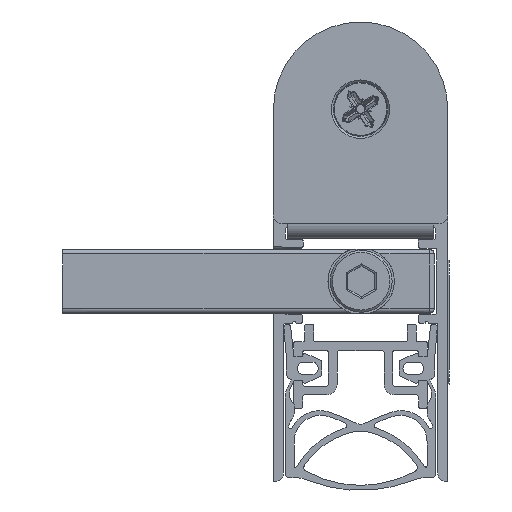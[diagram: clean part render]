
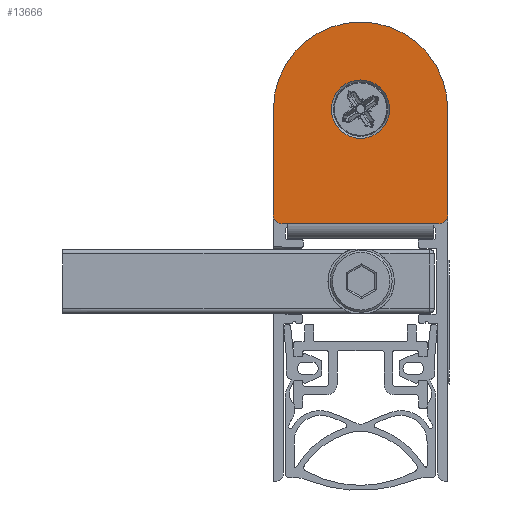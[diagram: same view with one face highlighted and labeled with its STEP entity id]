
A CAD part, front view. The second image highlights one B-rep face of the part: STEP entity #13666.
In plain terms, the highlighted planar face has unit normal (0, -1, 0).
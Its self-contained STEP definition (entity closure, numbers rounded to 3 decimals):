
#1241=CIRCLE('',#15196,3.3);
#1242=CIRCLE('',#15197,1.);
#1243=CIRCLE('',#15198,9.85);
#1244=CIRCLE('',#15199,1.);
#3277=ORIENTED_EDGE('',*,*,#6363,.T.);
#3278=ORIENTED_EDGE('',*,*,#6364,.F.);
#3279=ORIENTED_EDGE('',*,*,#6365,.T.);
#3280=ORIENTED_EDGE('',*,*,#6359,.T.);
#3281=ORIENTED_EDGE('',*,*,#6366,.T.);
#3282=ORIENTED_EDGE('',*,*,#6367,.F.);
#3283=ORIENTED_EDGE('',*,*,#6368,.T.);
#3284=ORIENTED_EDGE('',*,*,#6369,.F.);
#3285=ORIENTED_EDGE('',*,*,#6356,.F.);
#6356=EDGE_CURVE('',#8059,#8060,#9340,.T.);
#6359=EDGE_CURVE('',#8061,#8062,#9341,.T.);
#6363=EDGE_CURVE('',#8065,#8065,#1241,.F.);
#6364=EDGE_CURVE('',#8066,#8059,#9345,.T.);
#6365=EDGE_CURVE('',#8066,#8061,#1242,.T.);
#6366=EDGE_CURVE('',#8062,#8067,#1243,.T.);
#6367=EDGE_CURVE('',#8068,#8067,#9346,.T.);
#6368=EDGE_CURVE('',#8068,#8069,#1244,.T.);
#6369=EDGE_CURVE('',#8060,#8069,#9347,.T.);
#8059=VERTEX_POINT('',#22413);
#8060=VERTEX_POINT('',#22414);
#8061=VERTEX_POINT('',#22419);
#8062=VERTEX_POINT('',#22420);
#8065=VERTEX_POINT('',#22428);
#8066=VERTEX_POINT('',#22430);
#8067=VERTEX_POINT('',#22433);
#8068=VERTEX_POINT('',#22435);
#8069=VERTEX_POINT('',#22437);
#9340=LINE('',#22412,#10511);
#9341=LINE('',#22418,#10512);
#9345=LINE('',#22429,#10516);
#9346=LINE('',#22434,#10517);
#9347=LINE('',#22438,#10518);
#10511=VECTOR('',#17616,1000.);
#10512=VECTOR('',#17623,1000.);
#10516=VECTOR('',#17631,1000.);
#10517=VECTOR('',#17636,1000.);
#10518=VECTOR('',#17639,1000.);
#11486=EDGE_LOOP('',(#3277));
#11487=EDGE_LOOP('',(#3278,#3279,#3280,#3281,#3282,#3283,#3284,#3285));
#12348=FACE_BOUND('',#11486,.T.);
#12349=FACE_BOUND('',#11487,.T.);
#12977=PLANE('',#15195);
#13666=ADVANCED_FACE('',(#12348,#12349),#12977,.T.);
#15195=AXIS2_PLACEMENT_3D('',#22426,#17627,#17628);
#15196=AXIS2_PLACEMENT_3D('',#22427,#17629,#17630);
#15197=AXIS2_PLACEMENT_3D('',#22431,#17632,#17633);
#15198=AXIS2_PLACEMENT_3D('',#22432,#17634,#17635);
#15199=AXIS2_PLACEMENT_3D('',#22436,#17637,#17638);
#17616=DIRECTION('',(-1.,0.,0.));
#17623=DIRECTION('',(0.,0.,1.));
#17627=DIRECTION('',(0.,-1.,0.));
#17628=DIRECTION('',(0.,0.,-1.));
#17629=DIRECTION('',(0.,-1.,0.));
#17630=DIRECTION('',(0.,0.,-1.));
#17631=DIRECTION('',(-1.,0.,0.));
#17632=DIRECTION('',(0.,-1.,0.));
#17633=DIRECTION('',(0.,0.,-1.));
#17634=DIRECTION('',(0.,-1.,0.));
#17635=DIRECTION('',(0.,0.,-1.));
#17636=DIRECTION('',(0.,0.,1.));
#17637=DIRECTION('',(0.,-1.,0.));
#17638=DIRECTION('',(0.,0.,-1.));
#17639=DIRECTION('',(-1.,0.,0.));
#22412=CARTESIAN_POINT('',(7.2,3.8,-20.8));
#22413=CARTESIAN_POINT('',(5.6,3.8,-20.8));
#22414=CARTESIAN_POINT('',(-10.9,3.8,-20.8));
#22418=CARTESIAN_POINT('',(7.2,3.8,-20.8));
#22419=CARTESIAN_POINT('',(7.2,3.8,-19.8));
#22420=CARTESIAN_POINT('',(7.2,3.8,-7.85));
#22426=CARTESIAN_POINT('',(7.2,3.8,-20.8));
#22427=CARTESIAN_POINT('',(-2.65,3.8,-7.85));
#22428=CARTESIAN_POINT('',(-2.65,3.8,-11.15));
#22429=CARTESIAN_POINT('',(7.2,3.8,-20.8));
#22430=CARTESIAN_POINT('',(6.2,3.8,-20.8));
#22431=CARTESIAN_POINT('',(6.2,3.8,-19.8));
#22432=CARTESIAN_POINT('',(-2.65,3.8,-7.85));
#22433=CARTESIAN_POINT('',(-12.5,3.8,-7.85));
#22434=CARTESIAN_POINT('',(-12.5,3.8,-20.8));
#22435=CARTESIAN_POINT('',(-12.5,3.8,-19.8));
#22436=CARTESIAN_POINT('',(-11.5,3.8,-19.8));
#22437=CARTESIAN_POINT('',(-11.5,3.8,-20.8));
#22438=CARTESIAN_POINT('',(7.2,3.8,-20.8));
